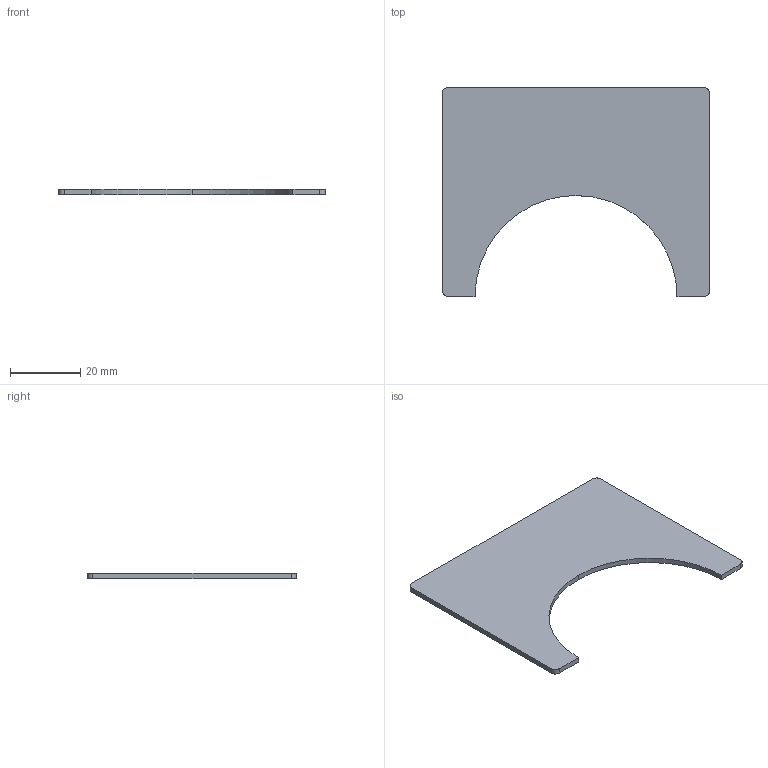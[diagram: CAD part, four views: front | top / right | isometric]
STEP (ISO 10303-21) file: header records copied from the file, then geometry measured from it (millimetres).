
FILE_DESCRIPTION (( 'STEP AP203' ), '1' );
FILE_NAME ('R-3W-KB-L_3D.STEP', '2020-12-04T21:57:45', ( '' ), ( '' ), 'SwSTEP 2.0', 'SolidWorks 2019', '' );
FILE_SCHEMA (( 'CONFIG_CONTROL_DESIGN' ));
Length unit declared in the file: millimetre
Products named in the file (2): R-3W-KB-L_3D; R-3W-KB-L_FP060_1
Assembly tree (1 placements, depth 2):
  R-3W-KB-L_3D
    R-3W-KB-L_FP060_1
Bounding box: 76.2 x 59.69 x 1.52 mm (x, y, z)
Volume: 4938.5 mm3; surface area: 6941.3 mm2
Topology: 1 solids, 1 shells, 13 faces, 33 edges, 22 vertices
Faces by surface type: plane 7, bspline 6
Entity records: 619 total; most frequent: CARTESIAN_POINT 150, ORIENTED_EDGE 66, DIRECTION 43, EDGE_CURVE 33, VERTEX_POINT 22, LINE 21, VECTOR 21, PERSON_AND_ORGANIZATION 17
